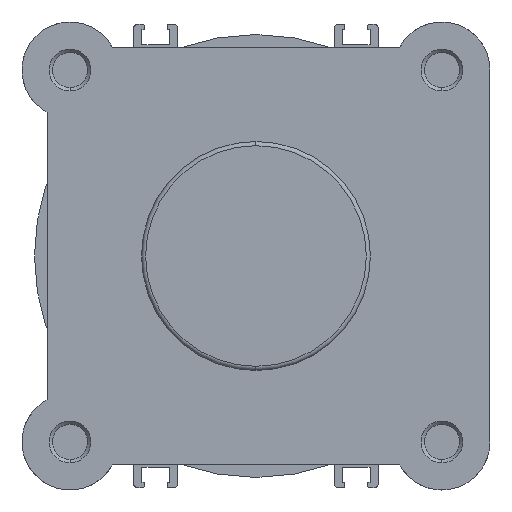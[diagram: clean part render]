
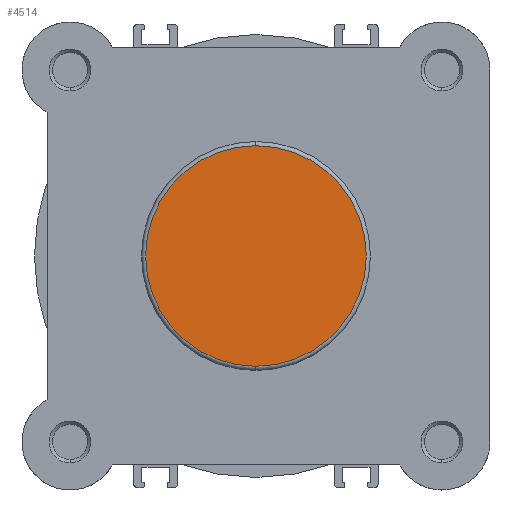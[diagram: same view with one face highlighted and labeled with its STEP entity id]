
A CAD part, left-side view. The second image highlights one B-rep face of the part: STEP entity #4514.
In plain terms, the highlighted planar face has unit normal (-1, 0, 0).
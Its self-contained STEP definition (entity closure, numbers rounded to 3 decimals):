
#935 = VERTEX_POINT ( 'NONE', #1020 ) ;
#975 = VERTEX_POINT ( 'NONE', #1053 ) ;
#1020 = CARTESIAN_POINT ( 'NONE',  ( 0., 0., 26.4 ) ) ;
#1053 = CARTESIAN_POINT ( 'NONE',  ( 0., 0., -26.4 ) ) ;
#2011 = CARTESIAN_POINT ( 'NONE',  ( 0., 0., 0. ) ) ;
#2013 = DIRECTION ( 'NONE',  ( -1., 0., 0. ) ) ;
#2014 = DIRECTION ( 'NONE',  ( 0., 0., -1. ) ) ;
#2615 = CIRCLE ( 'NONE', #7272, 26.4 ) ;
#2891 = CIRCLE ( 'NONE', #7351, 26.4 ) ;
#3143 = CARTESIAN_POINT ( 'NONE',  ( 0., 0., 0. ) ) ;
#3149 = DIRECTION ( 'NONE',  ( -1., 0., 0. ) ) ;
#3150 = DIRECTION ( 'NONE',  ( 0., 0., -1. ) ) ;
#3584 = FACE_OUTER_BOUND ( 'NONE', #7660, .T. ) ;
#4514 = ADVANCED_FACE ( 'NONE', ( #3584 ), #5231, .F. ) ;
#5216 = CARTESIAN_POINT ( 'NONE',  ( 0., 27.4, 0. ) ) ;
#5231 = PLANE ( 'NONE',  #6914 ) ;
#5239 = DIRECTION ( 'NONE',  ( 1., 0., 0. ) ) ;
#5240 = DIRECTION ( 'NONE',  ( 0., 0., -1. ) ) ;
#6669 = EDGE_CURVE ( 'NONE', #975, #935, #2615, .T. ) ;
#6834 = EDGE_CURVE ( 'NONE', #935, #975, #2891, .T. ) ;
#6914 = AXIS2_PLACEMENT_3D ( 'NONE', #5216, #5239, #5240 ) ;
#7272 = AXIS2_PLACEMENT_3D ( 'NONE', #2011, #2013, #2014 ) ;
#7351 = AXIS2_PLACEMENT_3D ( 'NONE', #3143, #3149, #3150 ) ;
#7501 = ORIENTED_EDGE ( 'NONE', *, *, #6669, .T. ) ;
#7514 = ORIENTED_EDGE ( 'NONE', *, *, #6834, .T. ) ;
#7660 = EDGE_LOOP ( 'NONE', ( #7501, #7514 ) ) ;
